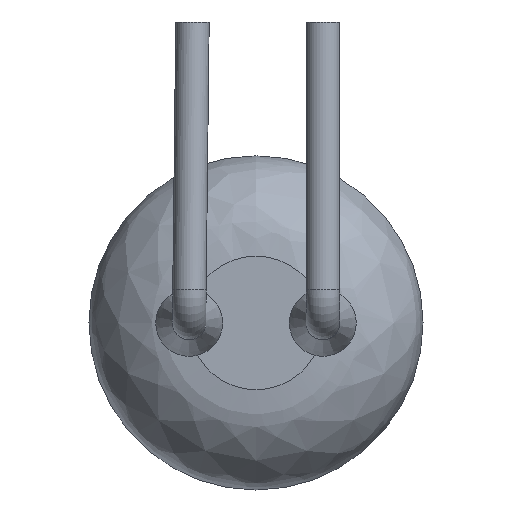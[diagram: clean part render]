
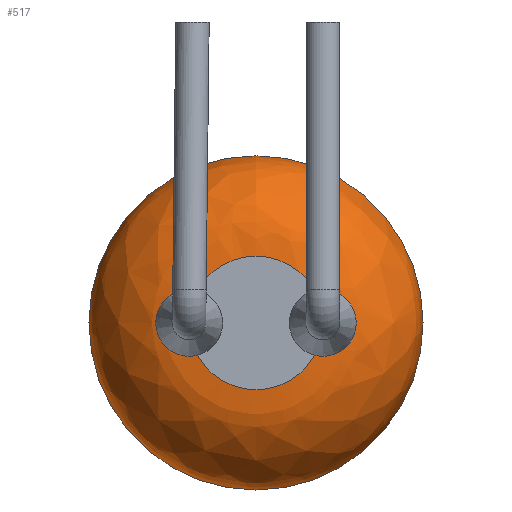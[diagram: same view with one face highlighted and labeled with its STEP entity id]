
A CAD part, front view. The second image highlights one B-rep face of the part: STEP entity #517.
In plain terms, the highlighted free-form (B-spline) face has degree [2, 2] with [3, 9] control points.
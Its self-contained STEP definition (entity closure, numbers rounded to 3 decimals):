
#109=FACE_OUTER_BOUND('',#149,.T.);
#149=EDGE_LOOP('',(#389,#390,#391,#392));
#196=CIRCLE('',#590,2.5);
#197=CIRCLE('',#591,1.);
#198=CIRCLE('',#592,1.5);
#236=VERTEX_POINT('',#942);
#237=VERTEX_POINT('',#972);
#291=EDGE_CURVE('',#236,#236,#196,.T.);
#293=EDGE_CURVE('',#237,#237,#197,.T.);
#294=EDGE_CURVE('',#237,#236,#198,.T.);
#389=ORIENTED_EDGE('',*,*,#293,.F.);
#390=ORIENTED_EDGE('',*,*,#294,.T.);
#391=ORIENTED_EDGE('',*,*,#291,.T.);
#392=ORIENTED_EDGE('',*,*,#294,.F.);
#499=(
BOUNDED_SURFACE()
B_SPLINE_SURFACE(2,2,((#945,#946,#947,#948,#949,#950,#951,#952,#953),(#954,
#955,#956,#957,#958,#959,#960,#961,#962),(#963,#964,#965,#966,#967,#968,
#969,#970,#971)),.UNSPECIFIED.,.F.,.T.,.F.)
B_SPLINE_SURFACE_WITH_KNOTS((3,3),(3,2,2,2,3),(0.,1.571),(-3.142,
-1.571,0.,1.571,3.142),.UNSPECIFIED.)
GEOMETRIC_REPRESENTATION_ITEM()
RATIONAL_B_SPLINE_SURFACE(((1.,0.707,1.,0.707,1.,
0.707,1.,0.707,1.),(0.707,0.5,0.707,
0.5,0.707,0.5,0.707,0.5,0.707),(1.,
0.707,1.,0.707,1.,0.707,1.,0.707,
1.)))
REPRESENTATION_ITEM('')
SURFACE()
);
#517=ADVANCED_FACE('',(#109),#499,.F.);
#590=AXIS2_PLACEMENT_3D('',#943,#701,#702);
#591=AXIS2_PLACEMENT_3D('',#973,#704,#705);
#592=AXIS2_PLACEMENT_3D('',#974,#706,#707);
#701=DIRECTION('center_axis',(0.,-1.,0.));
#702=DIRECTION('ref_axis',(0.,0.,-1.));
#704=DIRECTION('center_axis',(0.,-1.,0.));
#705=DIRECTION('ref_axis',(0.,0.,-1.));
#706=DIRECTION('center_axis',(-1.,0.,0.));
#707=DIRECTION('ref_axis',(0.,0.,1.));
#942=CARTESIAN_POINT('',(0.,1.5,2.5));
#943=CARTESIAN_POINT('Origin',(0.,1.5,0.));
#945=CARTESIAN_POINT('Ctrl Pts',(0.,1.5,2.5));
#946=CARTESIAN_POINT('Ctrl Pts',(-2.5,1.5,2.5));
#947=CARTESIAN_POINT('Ctrl Pts',(-2.5,1.5,0.));
#948=CARTESIAN_POINT('Ctrl Pts',(-2.5,1.5,-2.5));
#949=CARTESIAN_POINT('Ctrl Pts',(0.,1.5,-2.5));
#950=CARTESIAN_POINT('Ctrl Pts',(2.5,1.5,-2.5));
#951=CARTESIAN_POINT('Ctrl Pts',(2.5,1.5,0.));
#952=CARTESIAN_POINT('Ctrl Pts',(2.5,1.5,2.5));
#953=CARTESIAN_POINT('Ctrl Pts',(0.,1.5,2.5));
#954=CARTESIAN_POINT('Ctrl Pts',(0.,0.,2.5));
#955=CARTESIAN_POINT('Ctrl Pts',(-2.5,0.,2.5));
#956=CARTESIAN_POINT('Ctrl Pts',(-2.5,0.,0.));
#957=CARTESIAN_POINT('Ctrl Pts',(-2.5,0.,-2.5));
#958=CARTESIAN_POINT('Ctrl Pts',(0.,0.,-2.5));
#959=CARTESIAN_POINT('Ctrl Pts',(2.5,0.,-2.5));
#960=CARTESIAN_POINT('Ctrl Pts',(2.5,0.,0.));
#961=CARTESIAN_POINT('Ctrl Pts',(2.5,0.,2.5));
#962=CARTESIAN_POINT('Ctrl Pts',(0.,0.,2.5));
#963=CARTESIAN_POINT('Ctrl Pts',(0.,0.,1.));
#964=CARTESIAN_POINT('Ctrl Pts',(-1.,0.,1.));
#965=CARTESIAN_POINT('Ctrl Pts',(-1.,0.,0.));
#966=CARTESIAN_POINT('Ctrl Pts',(-1.,0.,-1.));
#967=CARTESIAN_POINT('Ctrl Pts',(0.,0.,-1.));
#968=CARTESIAN_POINT('Ctrl Pts',(1.,0.,-1.));
#969=CARTESIAN_POINT('Ctrl Pts',(1.,0.,0.));
#970=CARTESIAN_POINT('Ctrl Pts',(1.,0.,1.));
#971=CARTESIAN_POINT('Ctrl Pts',(0.,0.,1.));
#972=CARTESIAN_POINT('',(0.,0.,1.));
#973=CARTESIAN_POINT('Origin',(0.,0.,0.));
#974=CARTESIAN_POINT('Origin',(0.,1.5,1.));
